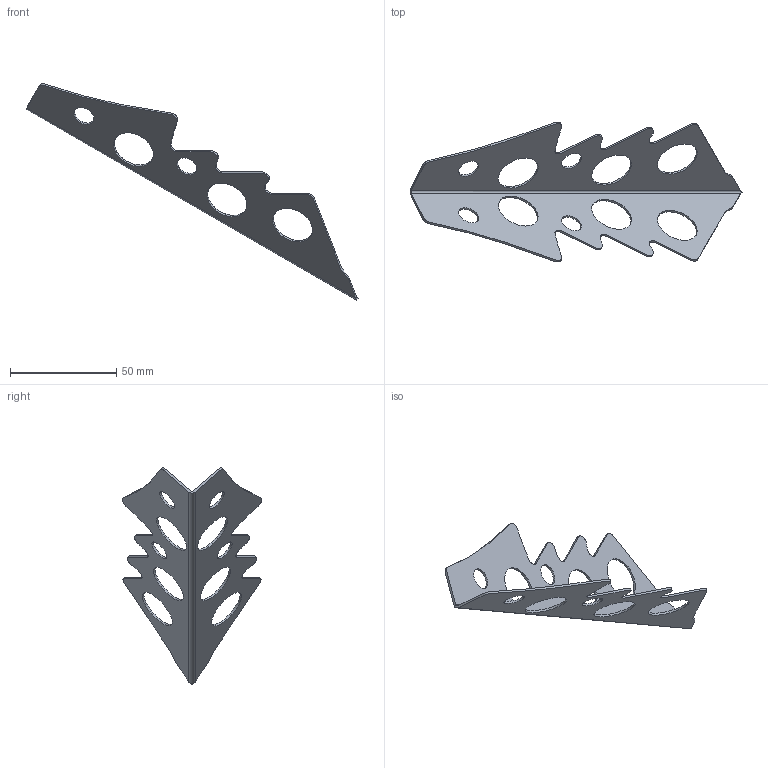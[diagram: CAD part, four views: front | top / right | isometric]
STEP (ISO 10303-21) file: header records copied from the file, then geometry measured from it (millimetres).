
FILE_DESCRIPTION(/* description */ (''),/* implementation_level */ '2;1');
FILE_NAME(/* name */ 'leaf mk3 v8.step',/* time_stamp */ '2019-08-07T14:48:28+07:00',/* author */ (''),/* organization */ (''),/* preprocessor_version */ 'ST-DEVELOPER v18',/* originating_system */ 'Autodesk Translation Framework v8.2.0.1029',/* authorisation */ '');
FILE_SCHEMA (('AUTOMOTIVE_DESIGN { 1 0 10303 214 3 1 1 }'));
Length unit declared in the file: millimetre
Products named in the file (2): leaf mk3; leaf
Assembly tree (1 placements, depth 2):
  leaf mk3
    leaf
Bounding box: 156.38 x 65.94 x 101.92 mm (x, y, z)
Volume: 8907.1 mm3; surface area: 18852.9 mm2
Topology: 1 solids, 1 shells, 57 faces, 159 edges, 104 vertices
Faces by surface type: cylinder 24, plane 19, bspline 14
Full cylindrical faces by diameter (mm): 10 x4, 20 x6
Entity records: 2144 total; most frequent: CARTESIAN_POINT 617, ORIENTED_EDGE 318, DIRECTION 293, EDGE_CURVE 159, VERTEX_POINT 104, AXIS2_PLACEMENT_3D 104, LINE 85, VECTOR 85
